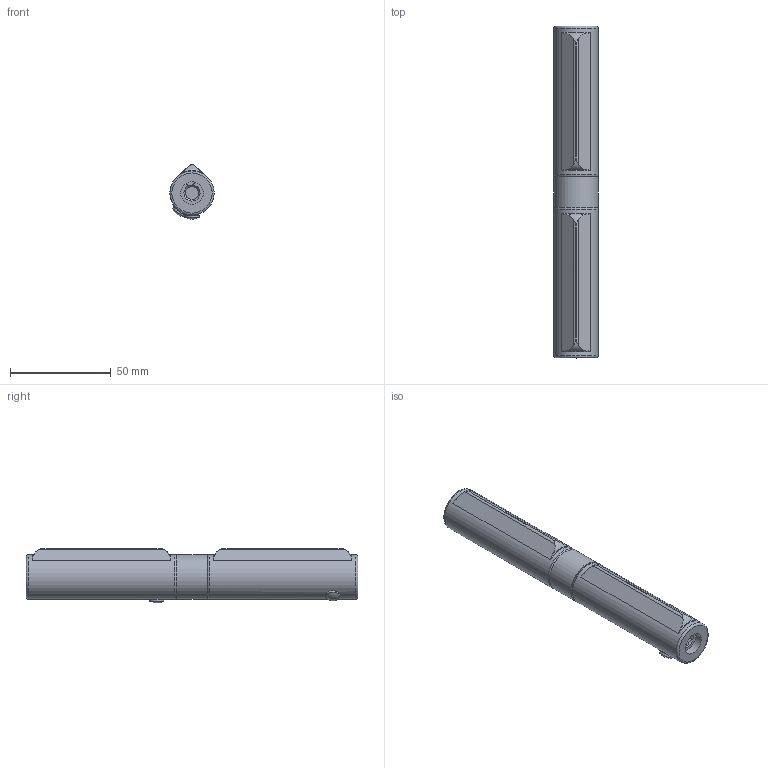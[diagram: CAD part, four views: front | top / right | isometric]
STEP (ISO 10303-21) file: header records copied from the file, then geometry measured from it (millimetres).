
FILE_DESCRIPTION (( 'STEP AP203' ), '1' );
FILE_NAME ('415-M-VA.STEP', '2022-05-09T14:49:13', ( '' ), ( '' ), 'SwSTEP 2.0', 'SolidWorks 2018', '' );
FILE_SCHEMA (( 'CONFIG_CONTROL_DESIGN' ));
Length unit declared in the file: millimetre
Products named in the file (9): 415-M-VA Teil7_415-M-VA Teil7; 415-M-VA Teil2_415-M-VA Teil2; 415-M-VA Teil4_415-M-VA Teil4; 415-M-VA Teil6_415-M-VA Teil6; 415-M-VA; 415-M-VA Teil8_415-M-VA Teil8; 415-M-VA Teil3_415-M-VA Teil3; 415-M-VA Teil1_415-M-VA Teil1; 415-M-VA Teil5_415-M-VA Teil5
Assembly tree (9 placements, depth 2):
  415-M-VA
    415-M-VA Teil5_415-M-VA Teil5
    415-M-VA Teil4_415-M-VA Teil4
    415-M-VA Teil3_415-M-VA Teil3
    415-M-VA Teil2_415-M-VA Teil2
    415-M-VA Teil6_415-M-VA Teil6  x2
    415-M-VA Teil1_415-M-VA Teil1
    415-M-VA Teil7_415-M-VA Teil7
    415-M-VA Teil8_415-M-VA Teil8
Bounding box: 22 x 165 x 26.96 mm (x, y, z)
Volume: 54727.9 mm3; surface area: 49973.3 mm2
Topology: 9 solids, 9 shells, 304 faces, 779 edges, 514 vertices
Faces by surface type: plane 185, bspline 58, cylinder 39, torus 15, cone 4, sphere 3
Full cylindrical faces by diameter (mm): 3.8 x2, 4 x2, 4.2 x1, 4.3 x1, 4.5 x5, 5 x6, 5.4 x1, 7 x2, 11.2 x1, 14.5 x1, 15 x1, 18 x1, 18.3 x1, 18.4 x2, 18.5 x1, 22 x3
Entity records: 16337 total; most frequent: CARTESIAN_POINT 8789, ORIENTED_EDGE 1404, DIRECTION 1116, EDGE_CURVE 702, VERTEX_POINT 485, LINE 450, VECTOR 450, EDGE_LOOP 393
